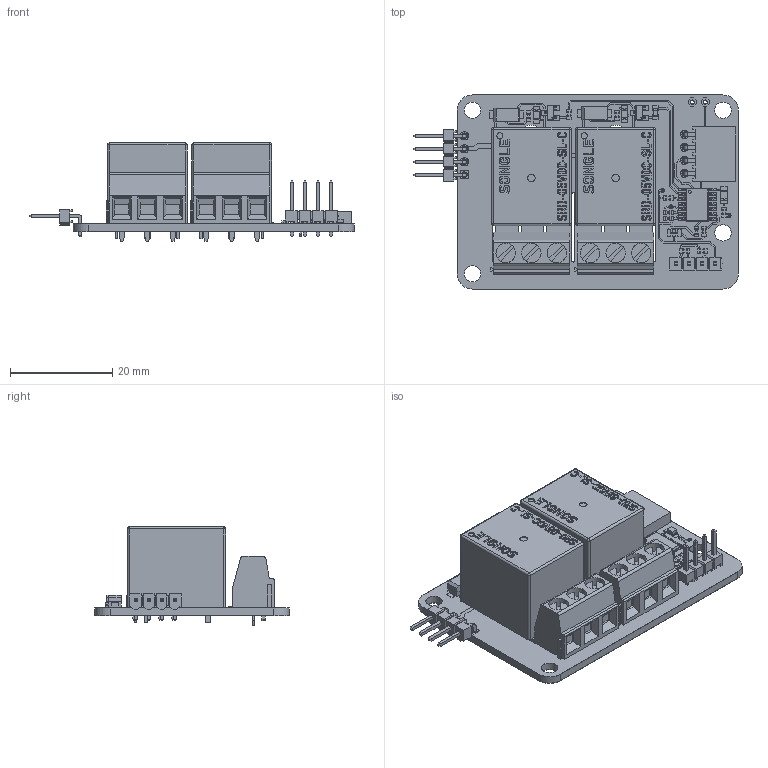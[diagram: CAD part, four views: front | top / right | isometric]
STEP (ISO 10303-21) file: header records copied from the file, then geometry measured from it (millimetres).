
FILE_DESCRIPTION(/* description */ (''),/* implementation_level */ '2;1');
FILE_NAME(/* name */ 'HCMODU0183_stp.step',/* time_stamp */ '2023-08-04T12:17:14+02:00',/* author */ (''),/* organization */ (''),/* preprocessor_version */ 'ST-DEVELOPER v20',/* originating_system */ 'Autodesk Translation Framework v12.9.0.99',/* authorisation */ '');
FILE_SCHEMA (('AUTOMOTIVE_DESIGN { 1 0 10303 214 3 1 1 }'));
Products named in the file (34): HCMODU0183_stp; Board; 1-copper; 16-copper; 1-soldermask; 16-soldermask; Packages; DIOM5226X240N; Body; FilletPin1; FilletPin2; TSW-104-07-X-S; _TSW-104-07-G-S_body; _T-1S6-07-TSW-1-07-4-S; SSW-104-XX-YYY-S-RA; P2SSW-104-02-L-S-RA; T1SSW-104-02-L-S-RA; CLT34BT6; Body (1); PinsArrayLR; HDRRA4W64P0X254_1X4_1016X254X3; T-1S6-08-TSW-1-08-4-RA-S; TSW-104-08-G-S-RA_body; CHIPLED_0805; C0402; R0402; R0603; SOT23-BEC; Body (2); PinsArrayL; FilletPinR; songle relay; 1729021_blue; 1729021_PART1
Assembly tree (48 placements, depth 4):
  HCMODU0183_stp
    Board
    1-copper
    16-copper
    1-soldermask
    16-soldermask
    Packages
      DIOM5226X240N  x2
        Body
        FilletPin1
        FilletPin2
      TSW-104-07-X-S
        _TSW-104-07-G-S_body
        _T-1S6-07-TSW-1-07-4-S
      SSW-104-XX-YYY-S-RA
        P2SSW-104-02-L-S-RA
        T1SSW-104-02-L-S-RA
      CLT34BT6
        Body (1)
        PinsArrayLR
      HDRRA4W64P0X254_1X4_1016X254X3
        T-1S6-08-TSW-1-08-4-RA-S
        TSW-104-08-G-S-RA_body
      CHIPLED_0805  x3
      C0402  x2
      R0402  x9
      R0603
      SOT23-BEC  x2
        Body (2)
        PinsArrayL
        FilletPinR
    songle relay  x2
    1729021_blue  x2
      1729021_PART1
Bounding box: 63.52 x 38 x 19.35 mm (x, y, z)
Volume: 7931.4 mm3; surface area: 25488.3 mm2
Topology: 369 solids, 369 shells, 6587 faces, 17048 edges, 11236 vertices
Faces by surface type: plane 4837, cylinder 1164, bspline 546, sphere 40
Full cylindrical faces by diameter (mm): 0.163 x2, 0.28 x27, 0.35 x36, 0.457 x2, 0.55 x1, 0.73 x40, 0.743 x10, 0.8 x32, 0.813 x8, 0.93 x20, 0.97 x20, 1 x16, 1.03 x20, 1.04 x16, 1.1 x16, 1.2 x2, 1.23 x30, 1.27 x10, 1.3 x30, 1.34 x8, 1.5 x2, 3.2 x12, 3.8 x6, 3.83 x6
Entity records: 162957 total; most frequent: CARTESIAN_POINT 30746, ORIENTED_EDGE 27302, DIRECTION 25249, EDGE_CURVE 13651, LINE 11143, VECTOR 11143, VERTEX_POINT 9018, AXIS2_PLACEMENT_3D 7053
